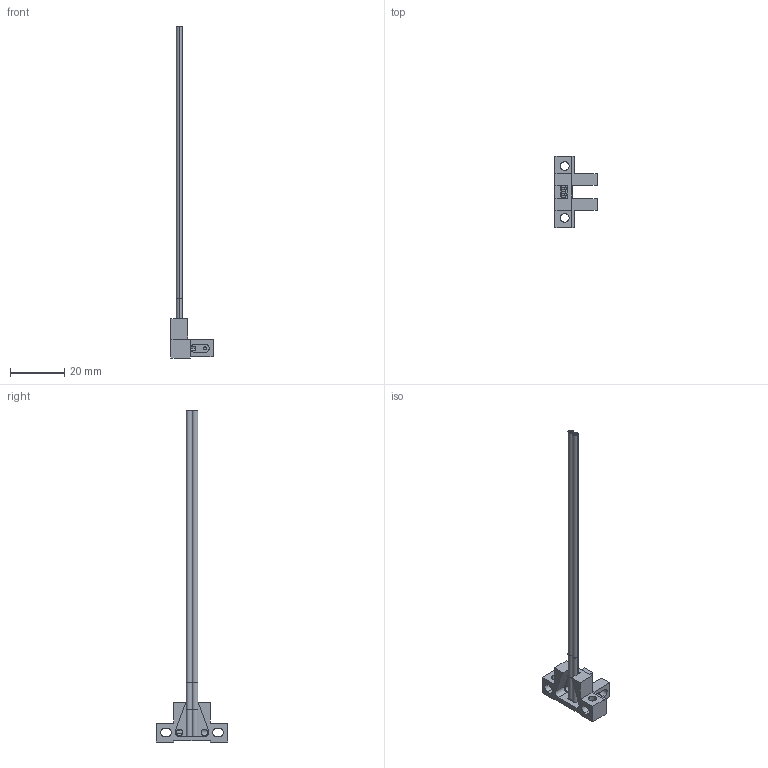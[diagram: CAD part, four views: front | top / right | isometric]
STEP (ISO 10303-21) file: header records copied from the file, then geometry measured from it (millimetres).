
FILE_DESCRIPTION((''),'2;1');
FILE_NAME('161925_ASM','2016-02-01T',('pdmadmin'),(''),'PRO/ENGINEER BY PARAMETRIC TECHNOLOGY CORPORATION, 2013230','PRO/ENGINEER BY PARAMETRIC TECHNOLOGY CORPORATION, 2013230','');
FILE_SCHEMA(('CONFIG_CONTROL_DESIGN'));
Length unit declared in the file: inch
Products named in the file (5): 51056_OLD_AF4; 51022_AF4; 51022_AF5; FIBER_CORE_1MM_AF4; 161925_ASM
Assembly tree (4 placements, depth 2):
  161925_ASM
    51056_OLD_AF4
    51022_AF4
    51022_AF5
    FIBER_CORE_1MM_AF4
Bounding box: 15.49 x 26.19 x 122.06 mm (x, y, z)
Volume: 2363.2 mm3; surface area: 4369.4 mm2
Topology: 4 solids, 6 shells, 102 faces, 280 edges, 180 vertices
Faces by surface type: plane 50, cylinder 44, bspline 8
Entity records: 3901 total; most frequent: CARTESIAN_POINT 1125, DIRECTION 566, ORIENTED_EDGE 552, EDGE_CURVE 280, AXIS2_PLACEMENT_3D 203, VERTEX_POINT 180, VECTOR 160, LINE 160
